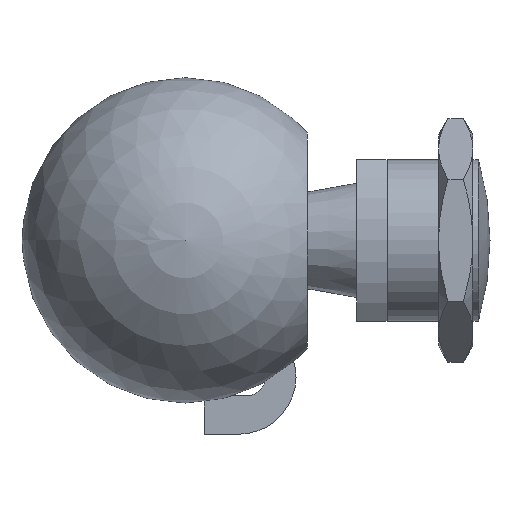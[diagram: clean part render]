
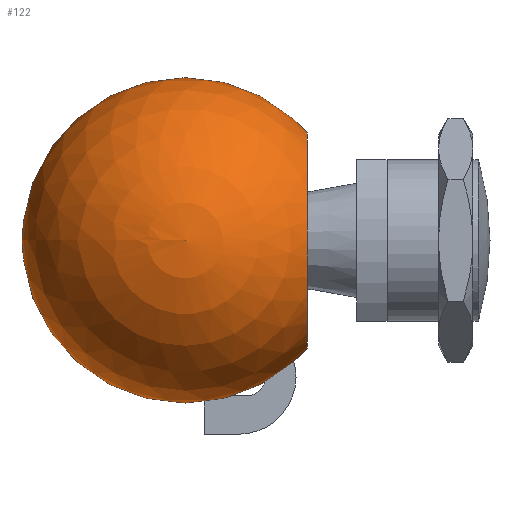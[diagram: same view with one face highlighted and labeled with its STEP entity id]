
A CAD part, left-side view. The second image highlights one B-rep face of the part: STEP entity #122.
In plain terms, the highlighted spherical face has radius 16.15 mm.
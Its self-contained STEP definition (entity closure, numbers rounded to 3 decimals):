
#122 = ADVANCED_FACE( '', ( #291, #292, #293 ), #294, .T. );
#291 = FACE_BOUND( '', #512, .T. );
#292 = FACE_OUTER_BOUND( '', #513, .T. );
#293 = FACE_BOUND( '', #514, .T. );
#294 = SPHERICAL_SURFACE( '', #515, 16.15 );
#512 = VERTEX_LOOP( '', #791 );
#513 = EDGE_LOOP( '', ( #792, #793, #794, #795 ) );
#514 = EDGE_LOOP( '', ( #796 ) );
#515 = AXIS2_PLACEMENT_3D( '', #797, #798, #799 );
#791 = VERTEX_POINT( '', #1266 );
#792 = ORIENTED_EDGE( '', *, *, #1200, .F. );
#793 = ORIENTED_EDGE( '', *, *, #1267, .F. );
#794 = ORIENTED_EDGE( '', *, *, #1241, .F. );
#795 = ORIENTED_EDGE( '', *, *, #1268, .F. );
#796 = ORIENTED_EDGE( '', *, *, #1234, .T. );
#797 = CARTESIAN_POINT( '', ( 0., 0., 0. ) );
#798 = DIRECTION( '', ( 1., 0., 0. ) );
#799 = DIRECTION( '', ( 0., 1., 0. ) );
#1200 = EDGE_CURVE( '', #1402, #1405, #1406, .F. );
#1234 = EDGE_CURVE( '', #1461, #1461, #1462, .F. );
#1241 = EDGE_CURVE( '', #1469, #1472, #1473, .F. );
#1266 = CARTESIAN_POINT( '', ( -16.15, 0., 0. ) );
#1267 = EDGE_CURVE( '', #1472, #1402, #1515, .T. );
#1268 = EDGE_CURVE( '', #1405, #1469, #1516, .F. );
#1402 = VERTEX_POINT( '', #1691 );
#1405 = VERTEX_POINT( '', #1703 );
#1406 = CIRCLE( '', #1704, 15.697 );
#1461 = VERTEX_POINT( '', #1778 );
#1462 = CIRCLE( '', #1779, 10.696 );
#1469 = VERTEX_POINT( '', #1786 );
#1472 = VERTEX_POINT( '', #1790 );
#1473 = CIRCLE( '', #1791, 16.15 );
#1515 = CIRCLE( '', #1871, 11.542 );
#1516 = CIRCLE( '', #1872, 12.8 );
#1691 = CARTESIAN_POINT( '', ( 11.296, -3.906, 10.861 ) );
#1703 = CARTESIAN_POINT( '', ( 9.848, -4.739, 11.89 ) );
#1704 = AXIS2_PLACEMENT_3D( '', #2180, #2181, #2182 );
#1778 = CARTESIAN_POINT( '', ( 0., -12.1, -10.696 ) );
#1779 = AXIS2_PLACEMENT_3D( '', #2228, #2229, #2230 );
#1786 = CARTESIAN_POINT( '', ( 9.848, -8.055, 9.947 ) );
#1790 = CARTESIAN_POINT( '', ( 11.296, -7.264, 8.97 ) );
#1791 = AXIS2_PLACEMENT_3D( '', #2238, #2239, #2240 );
#1871 = AXIS2_PLACEMENT_3D( '', #2261, #2262, #2263 );
#1872 = AXIS2_PLACEMENT_3D( '', #2264, #2265, #2266 );
#2180 = CARTESIAN_POINT( '', ( 0., 2.953, 2.391 ) );
#2181 = DIRECTION( '', ( 0., 0.777, 0.629 ) );
#2182 = DIRECTION( '', ( 0., -0.629, 0.777 ) );
#2228 = CARTESIAN_POINT( '', ( 0., -12.1, 0. ) );
#2229 = DIRECTION( '', ( 0., -1., 0. ) );
#2230 = DIRECTION( '', ( 0., 0., -1. ) );
#2238 = CARTESIAN_POINT( '', ( 0., 0., 0. ) );
#2239 = DIRECTION( '', ( 0., -0.777, -0.629 ) );
#2240 = DIRECTION( '', ( 0., 0.629, -0.777 ) );
#2261 = CARTESIAN_POINT( '', ( 11.296, 0., 0. ) );
#2262 = DIRECTION( '', ( 1., 0., 0. ) );
#2263 = DIRECTION( '', ( 0., 0., -1. ) );
#2264 = CARTESIAN_POINT( '', ( 9.848, 0., 0. ) );
#2265 = DIRECTION( '', ( -1., 0., 0. ) );
#2266 = DIRECTION( '', ( 0., 0., 1. ) );
